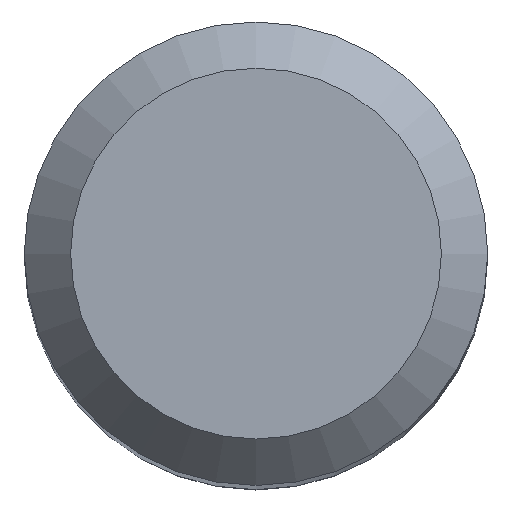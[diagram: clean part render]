
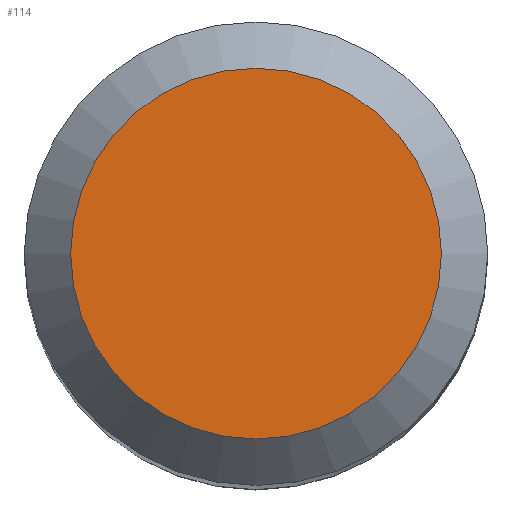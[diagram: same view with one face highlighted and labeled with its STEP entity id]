
A CAD part, top view. The second image highlights one B-rep face of the part: STEP entity #114.
In plain terms, the highlighted planar face has unit normal (0, 0, 1).
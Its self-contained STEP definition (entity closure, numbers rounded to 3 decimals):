
#22 = DIRECTION ( 'NONE',  ( 0., 0., 1. ) ) ;
#48 = DIRECTION ( 'NONE',  ( 1., 0., 0. ) ) ;
#50 = CARTESIAN_POINT ( 'NONE',  ( 0., 0., 75. ) ) ;
#54 = EDGE_LOOP ( 'NONE', ( #366 ) ) ;
#114 = ADVANCED_FACE ( 'NONE', ( #287 ), #227, .F. ) ;
#123 = VERTEX_POINT ( 'NONE', #282 ) ;
#168 = CARTESIAN_POINT ( 'NONE',  ( 0., 3.2, 75. ) ) ;
#181 = EDGE_CURVE ( 'NONE', #123, #123, #228, .T. ) ;
#227 = PLANE ( 'NONE',  #308 ) ;
#228 = CIRCLE ( 'NONE', #387, 3.2 ) ;
#262 = DIRECTION ( 'NONE',  ( 0., 0., -1. ) ) ;
#282 = CARTESIAN_POINT ( 'NONE',  ( 3.2, 0., 75. ) ) ;
#287 = FACE_OUTER_BOUND ( 'NONE', #54, .T. ) ;
#308 = AXIS2_PLACEMENT_3D ( 'NONE', #168, #262, #382 ) ;
#366 = ORIENTED_EDGE ( 'NONE', *, *, #181, .T. ) ;
#382 = DIRECTION ( 'NONE',  ( -1., 0., 0. ) ) ;
#387 = AXIS2_PLACEMENT_3D ( 'NONE', #50, #22, #48 ) ;
